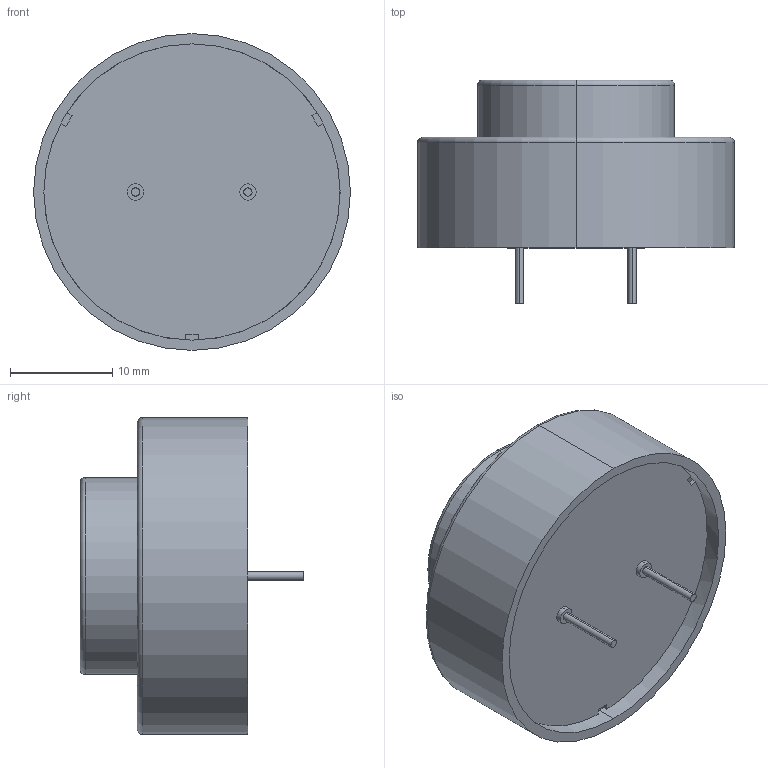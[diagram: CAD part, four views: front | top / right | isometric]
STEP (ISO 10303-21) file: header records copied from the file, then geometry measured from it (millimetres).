
FILE_DESCRIPTION (( 'STEP AP214' ), '1' );
FILE_NAME ('CUI_DEVICES_CPI-3116-3-100T.step', '2022-05-24T19:49:47', ( '' ), ( '' ), 'SwSTEP 2.0', 'SolidWorks 2022', '' );
FILE_SCHEMA (( 'AUTOMOTIVE_DESIGN' ));
Length unit declared in the file: inch
Products named in the file (1): CUI_DEVICES_CPI-3116-3-100T
Bounding box: 31 x 21.9 x 31 mm (x, y, z)
Volume: 8664.8 mm3; surface area: 3135.4 mm2
Topology: 1 solids, 3 shells, 56 faces, 125 edges, 82 vertices
Faces by surface type: cylinder 28, plane 24, torus 4
Entity records: 1941 total; most frequent: DIRECTION 307, CARTESIAN_POINT 264, ORIENTED_EDGE 250, EDGE_CURVE 125, AXIS2_PLACEMENT_3D 125, VERTEX_POINT 82, CIRCLE 68, EDGE_LOOP 67
